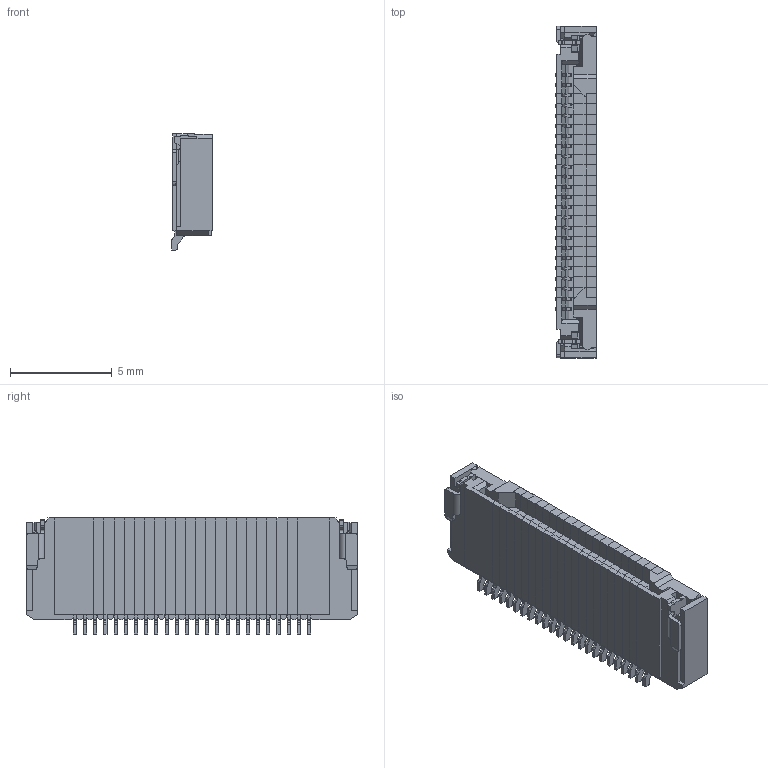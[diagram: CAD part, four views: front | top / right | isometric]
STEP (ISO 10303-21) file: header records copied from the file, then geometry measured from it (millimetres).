
FILE_DESCRIPTION((''),'2;1');
FILE_NAME('F305_24PIN_ASM','2020-05-08T',('FSA12-PC'),(''),'CREO PARAMETRIC BY PTC INC, 2014500','CREO PARAMETRIC BY PTC INC, 2014500','');
FILE_SCHEMA(('AUTOMOTIVE_DESIGN { 1 0 10303 214 1 1 1 1 }'));
Length unit declared in the file: millimetre
Products named in the file (4): F305_L; F305_M; F305_R; F305_24PIN_ASM
Assembly tree (22 placements, depth 2):
  F305_24PIN_ASM
    F305_L
    F305_M  x20
    F305_R
Bounding box: 2 x 16.3 x 5.7 mm (x, y, z)
Volume: 103.8 mm3; surface area: 816 mm2
Topology: 22 solids, 22 shells, 3344 faces, 9935 edges, 6659 vertices
Faces by surface type: plane 2576, cylinder 768
Entity records: 32171 total; most frequent: CARTESIAN_POINT 6100, ORIENTED_EDGE 5620, DIRECTION 5078, EDGE_CURVE 2810, VECTOR 2292, LINE 2292, VERTEX_POINT 1871, AXIS2_PLACEMENT_3D 1393
